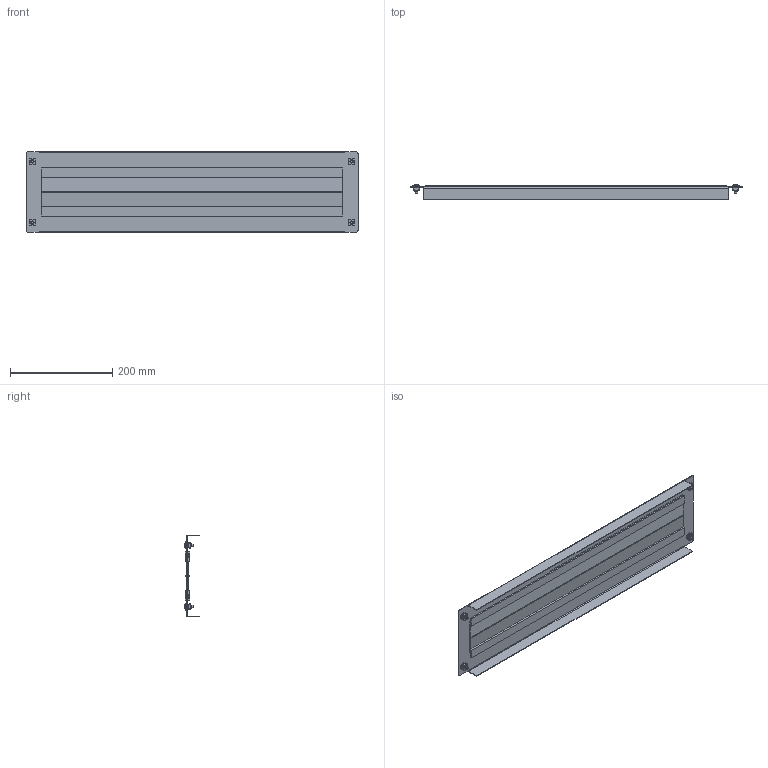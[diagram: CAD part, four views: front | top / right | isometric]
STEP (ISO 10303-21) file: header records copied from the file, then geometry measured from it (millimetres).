
FILE_DESCRIPTION (( 'STEP AP203' ), '1' );
FILE_NAME ('R5FSIT800.STEP', '2014-04-04T09:49:52', ( 'admin' ), ( '' ), 'SwSTEP 2.0', 'SolidWorks 2013', '' );
FILE_SCHEMA (( 'CONFIG_CONTROL_DESIGN' ));
Length unit declared in the file: millimetre
Products named in the file (6): A0200080_A0200080; A3400002; A5100367_Larghezza 590; R5FSIT800; QB03C148; A5100369_A5100369
Assembly tree (15 placements, depth 2):
  R5FSIT800
    QB03C148
    A5100369_A5100369  x4
    A0200080_A0200080  x4
    A3400002  x4
    A5100367_Larghezza 590  x2
Bounding box: 650 x 29 x 160 mm (x, y, z)
Volume: 430833.7 mm3; surface area: 350461.6 mm2
Topology: 15 solids, 15 shells, 730 faces, 2032 edges, 1332 vertices
Faces by surface type: plane 418, cylinder 264, cone 24, torus 16, sphere 8
Entity records: 8248 total; most frequent: CARTESIAN_POINT 1532, DIRECTION 1236, ORIENTED_EDGE 1232, EDGE_CURVE 616, AXIS2_PLACEMENT_3D 434, VERTEX_POINT 402, VECTOR 368, LINE 368
